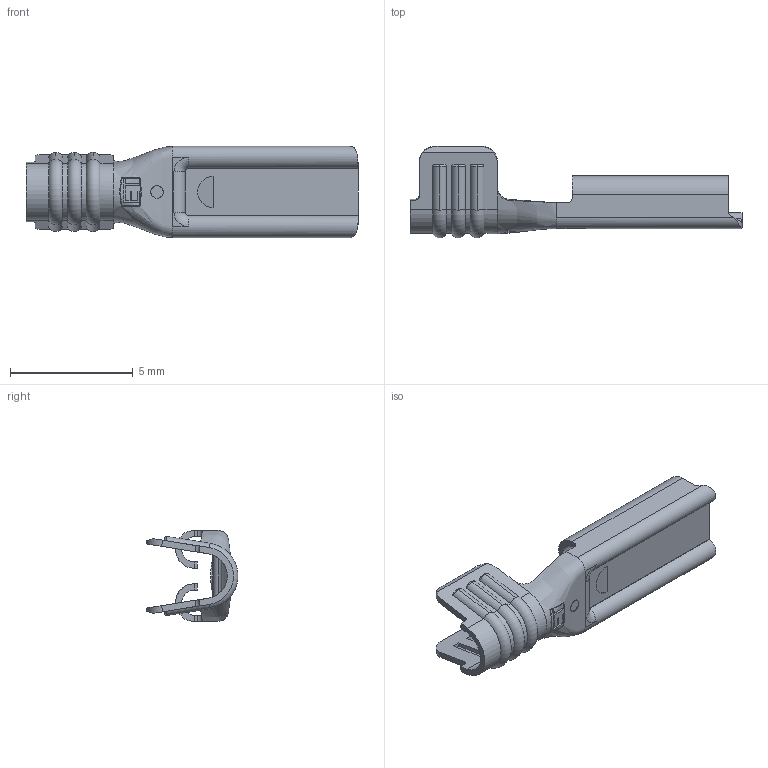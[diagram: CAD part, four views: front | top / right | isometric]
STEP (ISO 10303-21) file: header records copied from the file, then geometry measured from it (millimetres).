
FILE_DESCRIPTION (( 'STEP AP203' ), '1' );
FILE_NAME ('07225.STEP', '2015-01-28T20:16:41', ( '' ), ( '' ), 'SwSTEP 2.0', 'SolidWorks 2014', '' );
FILE_SCHEMA (( 'CONFIG_CONTROL_DESIGN' ));
Length unit declared in the file: inch
Products named in the file (1): 07225
Bounding box: 13.51 x 3.73 x 3.71 mm (x, y, z)
Volume: 28.3 mm3; surface area: 241.6 mm2
Topology: 1 solids, 1 shells, 207 faces, 519 edges, 321 vertices
Faces by surface type: plane 112, cylinder 55, torus 23, bspline 11, cone 6
Entity records: 7312 total; most frequent: CARTESIAN_POINT 2392, ORIENTED_EDGE 1038, DIRECTION 974, EDGE_CURVE 519, AXIS2_PLACEMENT_3D 341, VERTEX_POINT 321, LINE 292, VECTOR 292
